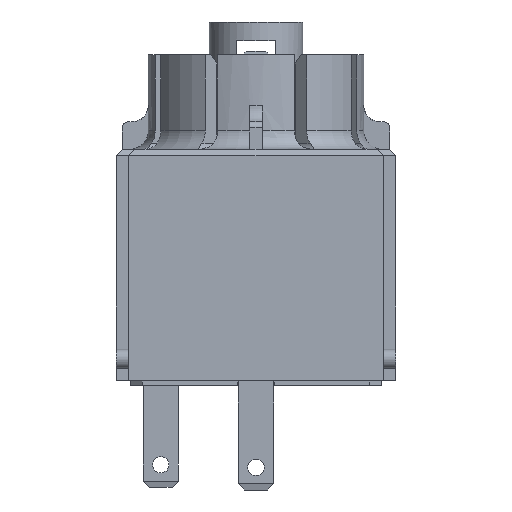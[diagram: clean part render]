
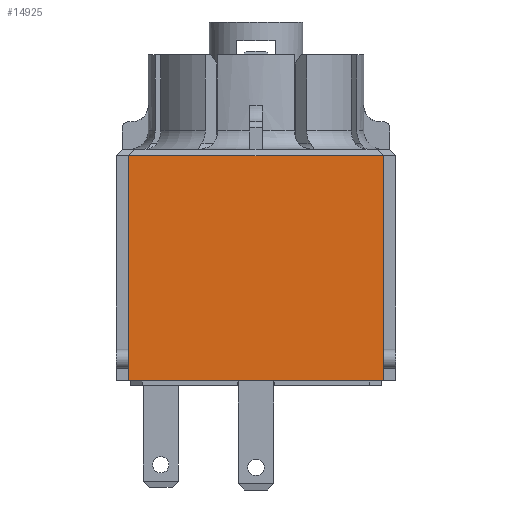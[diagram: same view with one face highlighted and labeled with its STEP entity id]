
A CAD part, front view. The second image highlights one B-rep face of the part: STEP entity #14925.
In plain terms, the highlighted planar face has unit normal (0, -1, 0).
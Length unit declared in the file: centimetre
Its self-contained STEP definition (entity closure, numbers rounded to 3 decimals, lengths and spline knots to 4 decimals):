
#1494=FACE_OUTER_BOUND($,#2329,.T.);
#2329=EDGE_LOOP($,(#11733,#11734,#11735,#11736,#11737,#11738));
#3538=LINE($,#21866,#5078);
#3569=LINE($,#21931,#5109);
#3570=LINE($,#21934,#5110);
#3574=LINE($,#21964,#5114);
#3575=LINE($,#21965,#5115);
#3618=LINE($,#22071,#5158);
#5078=VECTOR($,#17834,2.02);
#5109=VECTOR($,#17897,1.611);
#5110=VECTOR($,#17900,0.169);
#5114=VECTOR($,#17946,0.169);
#5115=VECTOR($,#17947,1.611);
#5158=VECTOR($,#18070,2.02);
#6125=VERTEX_POINT($,#19808);
#6549=VERTEX_POINT($,#21864);
#6567=VERTEX_POINT($,#21930);
#6568=VERTEX_POINT($,#21933);
#6570=VERTEX_POINT($,#21951);
#6573=VERTEX_POINT($,#21962);
#8348=EDGE_CURVE($,#6549,#6125,#3538,.T.);
#8381=EDGE_CURVE($,#6567,#6125,#3569,.T.);
#8383=EDGE_CURVE($,#6568,#6567,#3570,.T.);
#8395=EDGE_CURVE($,#6573,#6570,#3574,.T.);
#8396=EDGE_CURVE($,#6570,#6549,#3575,.T.);
#8447=EDGE_CURVE($,#6573,#6568,#3618,.T.);
#11733=ORIENTED_EDGE($,*,*,#8348,.F.);
#11734=ORIENTED_EDGE($,*,*,#8396,.F.);
#11735=ORIENTED_EDGE($,*,*,#8395,.F.);
#11736=ORIENTED_EDGE($,*,*,#8447,.T.);
#11737=ORIENTED_EDGE($,*,*,#8383,.T.);
#11738=ORIENTED_EDGE($,*,*,#8381,.T.);
#14346=PLANE($,#15902);
#14925=ADVANCED_FACE($,(#1494),#14346,.T.);
#15902=AXIS2_PLACEMENT_3D($,#22106,#18108,#18109);
#17834=DIRECTION($,(1.,0.,0.));
#17897=DIRECTION($,(0.,0.,1.));
#17900=DIRECTION($,(0.,0.,1.));
#17946=DIRECTION($,(0.,0.,1.));
#17947=DIRECTION($,(0.,0.,1.));
#18070=DIRECTION($,(1.,0.,0.));
#18108=DIRECTION('center_axis',(0.,-1.,0.));
#18109=DIRECTION('ref_axis',(0.,0.,-1.));
#19808=CARTESIAN_POINT('',(0.4616,0.1667,1.2537));
#21864=CARTESIAN_POINT('',(-1.5584,0.1667,1.2537));
#21866=CARTESIAN_POINT($,(-0.5484,0.1667,1.2537));
#21930=CARTESIAN_POINT('',(0.4616,0.1667,-0.3573));
#21931=CARTESIAN_POINT($,(0.4616,0.1667,-0.5263));
#21933=CARTESIAN_POINT('',(0.4616,0.1667,-0.5263));
#21934=CARTESIAN_POINT($,(0.4616,0.1667,-0.5263));
#21951=CARTESIAN_POINT('',(-1.5584,0.1667,-0.3573));
#21962=CARTESIAN_POINT('',(-1.5584,0.1667,-0.5263));
#21964=CARTESIAN_POINT($,(-1.5584,0.1667,-0.5263));
#21965=CARTESIAN_POINT($,(-1.5584,0.1667,-0.5263));
#22071=CARTESIAN_POINT($,(-1.5584,0.1667,-0.5263));
#22106=CARTESIAN_POINT('Origin',(-0.5484,0.1667,-0.5263));
